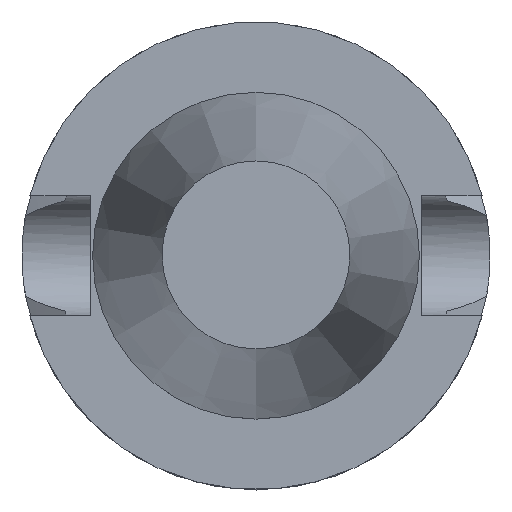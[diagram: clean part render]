
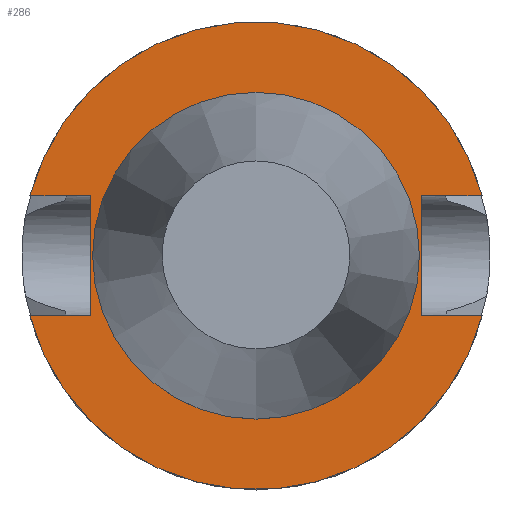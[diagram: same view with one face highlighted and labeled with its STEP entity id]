
A CAD part, top view. The second image highlights one B-rep face of the part: STEP entity #286.
In plain terms, the highlighted planar face has unit normal (0, 0, 1).
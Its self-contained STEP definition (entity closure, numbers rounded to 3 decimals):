
#125=EDGE_CURVE('240[2]',#357,#358,#359,.T.);
#160=EDGE_CURVE('240[2]',#392,#357,#416,.T.);
#166=EDGE_CURVE('240[2]',#358,#353,#424,.T.);
#178=EDGE_CURVE('240[2]',#440,#441,#442,.T.);
#214=EDGE_CURVE('240[2]',#392,#490,#491,.T.);
#229=EDGE_CURVE('240[2]',#429,#440,#510,.T.);
#237=EDGE_CURVE('240[2]',#429,#353,#519,.T.);
#252=EDGE_CURVE('240[2]',#539,#539,#540,.T.);
#277=EDGE_CURVE('240[2]',#441,#490,#575,.T.);
#286=ADVANCED_FACE('240[2]',(#585,#586),#587,.T.);
#353=VERTEX_POINT('',#657);
#357=VERTEX_POINT('',#663);
#358=VERTEX_POINT('',#664);
#359=LINE('',#665,#666);
#392=VERTEX_POINT('',#799);
#416=LINE('',#853,#854);
#424=LINE('',#875,#876);
#429=VERTEX_POINT('',#883);
#440=VERTEX_POINT('',#900);
#441=VERTEX_POINT('',#901);
#442=LINE('',#902,#903);
#490=VERTEX_POINT('',#965);
#491=CIRCLE('',#966,50.0);
#510=LINE('',#1000,#1001);
#519=CIRCLE('',#1032,50.0);
#539=VERTEX_POINT('',#1072);
#540=CIRCLE('',#1073,34.925);
#575=LINE('',#1128,#1129);
#585=FACE_BOUND('',#1155,.T.);
#586=FACE_OUTER_BOUND('',#1156,.T.);
#587=PLANE('',#1157);
#657=CARTESIAN_POINT('',(-48.321,-12.85,-3.0));
#663=CARTESIAN_POINT('',(-35.4,12.85,-3.));
#664=CARTESIAN_POINT('',(-35.4,-12.85,-3.0));
#665=CARTESIAN_POINT('',(-35.4,14.806,-3.));
#666=VECTOR('',#1350,1.0);
#799=CARTESIAN_POINT('',(-48.321,12.85,-3.0));
#853=CARTESIAN_POINT('',(-17.7,12.85,-3.));
#854=VECTOR('',#1394,1.0);
#875=CARTESIAN_POINT('',(-17.7,-12.85,-3.0));
#876=VECTOR('',#1396,1.0);
#883=CARTESIAN_POINT('',(48.321,-12.85,-3.0));
#900=CARTESIAN_POINT('',(35.4,-12.85,-3.0));
#901=CARTESIAN_POINT('',(35.4,12.85,-3.));
#902=CARTESIAN_POINT('',(35.4,21.231,-3.));
#903=VECTOR('',#1408,1.0);
#965=CARTESIAN_POINT('',(48.321,12.85,-3.0));
#966=AXIS2_PLACEMENT_3D('',#1479,#1480,#1481);
#1000=CARTESIAN_POINT('',(17.7,-12.85,-3.0));
#1001=VECTOR('',#1509,1.0);
#1032=AXIS2_PLACEMENT_3D('',#1514,#1515,#1516);
#1072=CARTESIAN_POINT('',(0.,34.925,-3.0));
#1073=AXIS2_PLACEMENT_3D('',#1529,#1530,#1531);
#1128=CARTESIAN_POINT('',(17.7,12.85,-3.));
#1129=VECTOR('',#1582,1.0);
#1155=EDGE_LOOP('',(#1588));
#1156=EDGE_LOOP('',(#1589,#1590,#1591,#1592,#1593,#1594,#1595,#1596));
#1157=AXIS2_PLACEMENT_3D('',#1597,#1598,#1599);
#1350=DIRECTION('',(-0.0,-1.0,0.));
#1394=DIRECTION('',(1.0,0.0,0.));
#1396=DIRECTION('',(-1.0,0.0,0.));
#1408=DIRECTION('',(-0.0,1.0,0.));
#1479=CARTESIAN_POINT('',(0.,0.,-3.0));
#1480=DIRECTION('',(0.,0.,-1.0));
#1481=DIRECTION('',(0.,1.0,0.));
#1509=DIRECTION('',(-1.0,0.0,0.));
#1514=CARTESIAN_POINT('',(0.,0.,-3.0));
#1515=DIRECTION('',(0.,0.,-1.0));
#1516=DIRECTION('',(0.,1.0,0.));
#1529=CARTESIAN_POINT('',(0.,0.,-3.0));
#1530=DIRECTION('',(0.,0.,-1.0));
#1531=DIRECTION('',(0.,1.0,0.));
#1582=DIRECTION('',(1.0,0.0,0.));
#1588=ORIENTED_EDGE('',*,*,#252,.T.);
#1589=ORIENTED_EDGE('',*,*,#160,.T.);
#1590=ORIENTED_EDGE('',*,*,#125,.T.);
#1591=ORIENTED_EDGE('',*,*,#166,.T.);
#1592=ORIENTED_EDGE('',*,*,#237,.F.);
#1593=ORIENTED_EDGE('',*,*,#229,.T.);
#1594=ORIENTED_EDGE('',*,*,#178,.T.);
#1595=ORIENTED_EDGE('',*,*,#277,.T.);
#1596=ORIENTED_EDGE('',*,*,#214,.F.);
#1597=CARTESIAN_POINT('',(0.,42.463,-3.));
#1598=DIRECTION('',(0.,0.,1.0));
#1599=DIRECTION('',(1.0,0.,0.0));
